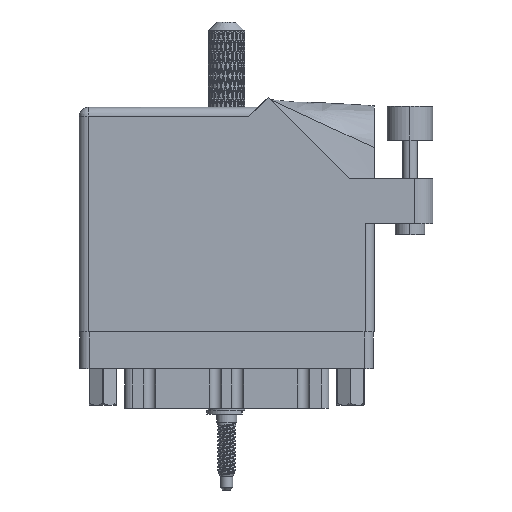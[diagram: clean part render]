
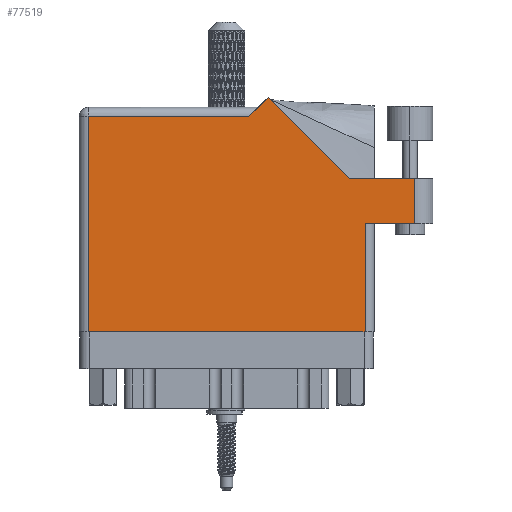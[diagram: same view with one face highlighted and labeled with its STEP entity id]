
A CAD part, front view. The second image highlights one B-rep face of the part: STEP entity #77519.
In plain terms, the highlighted face is planar.
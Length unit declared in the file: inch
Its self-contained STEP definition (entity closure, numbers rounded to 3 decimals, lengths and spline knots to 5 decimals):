
#6 = LINE ( 'NONE', #44036, #92873 ) ;
#381 = LINE ( 'NONE', #105173, #20779 ) ;
#571 = DIRECTION ( 'NONE',  ( 0., -1., 0. ) ) ;
#1569 = DIRECTION ( 'NONE',  ( -0.707, -0.707, 0. ) ) ;
#1754 = CARTESIAN_POINT ( 'NONE',  ( 1.28771, 1.60071, 0. ) ) ;
#3507 = VECTOR ( 'NONE', #78801, 39.37008 ) ;
#4199 = CARTESIAN_POINT ( 'NONE',  ( 2.285, 1.044, 0. ) ) ;
#8496 = CARTESIAN_POINT ( 'NONE',  ( 2.41, 1.044, 0. ) ) ;
#9430 = CARTESIAN_POINT ( 'NONE',  ( 0.062, 1.468, 0. ) ) ;
#11511 = EDGE_CURVE ( 'NONE', #30880, #94795, #62725, .T. ) ;
#12029 = VERTEX_POINT ( 'NONE', #1754 ) ;
#12779 = LINE ( 'NONE', #4199, #110457 ) ;
#13555 = CARTESIAN_POINT ( 'NONE',  ( 1.948, 0.737, 0. ) ) ;
#14139 = DIRECTION ( 'NONE',  ( 0., 0., -1. ) ) ;
#15192 = CARTESIAN_POINT ( 'NONE',  ( 2.285, 1.044, 0. ) ) ;
#18368 = ORIENTED_EDGE ( 'NONE', *, *, #84265, .T. ) ;
#19136 = CARTESIAN_POINT ( 'NONE',  ( 2.285, 0.737, 0. ) ) ;
#20779 = VECTOR ( 'NONE', #86862, 39.37008 ) ;
#21502 = ORIENTED_EDGE ( 'NONE', *, *, #43709, .T. ) ;
#21924 = EDGE_CURVE ( 'NONE', #63165, #12029, #381, .T. ) ;
#22768 = EDGE_CURVE ( 'NONE', #100019, #63165, #113300, .T. ) ;
#25067 = VERTEX_POINT ( 'NONE', #46251 ) ;
#25079 = LINE ( 'NONE', #60052, #97595 ) ;
#25596 = LINE ( 'NONE', #87498, #65956 ) ;
#30192 = LINE ( 'NONE', #108711, #62938 ) ;
#30731 = ORIENTED_EDGE ( 'NONE', *, *, #57204, .T. ) ;
#30880 = VERTEX_POINT ( 'NONE', #13555 ) ;
#32205 = ORIENTED_EDGE ( 'NONE', *, *, #21924, .T. ) ;
#33548 = CARTESIAN_POINT ( 'NONE',  ( 1.155, 1.468, 0. ) ) ;
#38216 = VERTEX_POINT ( 'NONE', #33548 ) ;
#40018 = CARTESIAN_POINT ( 'NONE',  ( 1.84442, 1.044, 0. ) ) ;
#40462 = CARTESIAN_POINT ( 'NONE',  ( 0., 1.53, 0. ) ) ;
#41497 = ORIENTED_EDGE ( 'NONE', *, *, #71793, .T. ) ;
#42603 = EDGE_CURVE ( 'NONE', #90875, #30880, #67473, .T. ) ;
#43396 = DIRECTION ( 'NONE',  ( -1., 0., 0. ) ) ;
#43709 = EDGE_CURVE ( 'NONE', #12029, #38216, #25596, .T. ) ;
#44036 = CARTESIAN_POINT ( 'NONE',  ( 0.062, 0., 0. ) ) ;
#44363 = CARTESIAN_POINT ( 'NONE',  ( 2.01, 0.737, 0. ) ) ;
#46251 = CARTESIAN_POINT ( 'NONE',  ( 0.062, 0., 0. ) ) ;
#46439 = VECTOR ( 'NONE', #43396, 39.37008 ) ;
#46869 = AXIS2_PLACEMENT_3D ( 'NONE', #40462, #14139, #110369 ) ;
#54973 = PLANE ( 'NONE',  #46869 ) ;
#56945 = EDGE_CURVE ( 'NONE', #94795, #100019, #12779, .T. ) ;
#57204 = EDGE_CURVE ( 'NONE', #38216, #75838, #25079, .T. ) ;
#60052 = CARTESIAN_POINT ( 'NONE',  ( 0., 1.468, 0. ) ) ;
#62725 = LINE ( 'NONE', #44363, #3507 ) ;
#62938 = VECTOR ( 'NONE', #66860, 39.37008 ) ;
#63165 = VERTEX_POINT ( 'NONE', #40018 ) ;
#64727 = FACE_OUTER_BOUND ( 'NONE', #95494, .T. ) ;
#65956 = VECTOR ( 'NONE', #1569, 39.37008 ) ;
#66860 = DIRECTION ( 'NONE',  ( 1., 0., 0. ) ) ;
#66902 = CARTESIAN_POINT ( 'NONE',  ( 1.948, 0.737, 0. ) ) ;
#67473 = LINE ( 'NONE', #66902, #80522 ) ;
#71793 = EDGE_CURVE ( 'NONE', #25067, #90875, #30192, .T. ) ;
#71823 = DIRECTION ( 'NONE',  ( 0., 1., 0. ) ) ;
#75838 = VERTEX_POINT ( 'NONE', #9430 ) ;
#77519 = ADVANCED_FACE ( 'NONE', ( #64727 ), #54973, .F. ) ;
#78801 = DIRECTION ( 'NONE',  ( 1., 0., 0. ) ) ;
#80522 = VECTOR ( 'NONE', #102403, 39.37008 ) ;
#82699 = ORIENTED_EDGE ( 'NONE', *, *, #22768, .T. ) ;
#84265 = EDGE_CURVE ( 'NONE', #75838, #25067, #6, .T. ) ;
#86630 = ORIENTED_EDGE ( 'NONE', *, *, #11511, .T. ) ;
#86862 = DIRECTION ( 'NONE',  ( -0.707, 0.707, 0. ) ) ;
#87498 = CARTESIAN_POINT ( 'NONE',  ( 1.217, 1.53, 0. ) ) ;
#89414 = ORIENTED_EDGE ( 'NONE', *, *, #42603, .T. ) ;
#90875 = VERTEX_POINT ( 'NONE', #110597 ) ;
#92873 = VECTOR ( 'NONE', #571, 39.37008 ) ;
#94795 = VERTEX_POINT ( 'NONE', #19136 ) ;
#95021 = DIRECTION ( 'NONE',  ( -1., 0., 0. ) ) ;
#95494 = EDGE_LOOP ( 'NONE', ( #86630, #106764, #82699, #32205, #21502, #30731, #18368, #41497, #89414 ) ) ;
#97595 = VECTOR ( 'NONE', #95021, 39.37008 ) ;
#100019 = VERTEX_POINT ( 'NONE', #15192 ) ;
#102403 = DIRECTION ( 'NONE',  ( 0., 1., 0. ) ) ;
#105173 = CARTESIAN_POINT ( 'NONE',  ( 1.84442, 1.044, 0. ) ) ;
#106764 = ORIENTED_EDGE ( 'NONE', *, *, #56945, .T. ) ;
#108711 = CARTESIAN_POINT ( 'NONE',  ( 0., 0., 0. ) ) ;
#110369 = DIRECTION ( 'NONE',  ( -1., 0., 0. ) ) ;
#110457 = VECTOR ( 'NONE', #71823, 39.37008 ) ;
#110597 = CARTESIAN_POINT ( 'NONE',  ( 1.948, 0., 0. ) ) ;
#113300 = LINE ( 'NONE', #8496, #46439 ) ;
